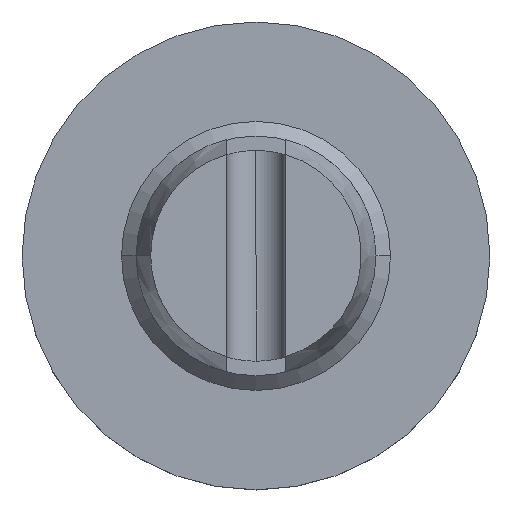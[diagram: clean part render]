
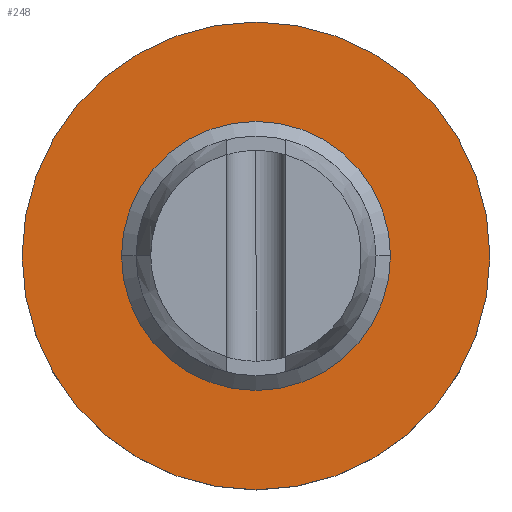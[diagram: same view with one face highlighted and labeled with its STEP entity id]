
A CAD part, top view. The second image highlights one B-rep face of the part: STEP entity #248.
In plain terms, the highlighted planar face has unit normal (0, 0, 1).
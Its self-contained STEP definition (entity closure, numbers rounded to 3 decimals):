
#132 = FACE_OUTER_BOUND ( 'NONE', #1003, .T. ) ;
#191 = ORIENTED_EDGE ( 'NONE', *, *, #1224, .T. ) ;
#248 = ADVANCED_FACE ( 'NONE', ( #132, #1263 ), #912, .F. ) ;
#287 = VERTEX_POINT ( 'NONE', #1328 ) ;
#317 = DIRECTION ( 'NONE',  ( -1., 0., 0. ) ) ;
#362 = VERTEX_POINT ( 'NONE', #1285 ) ;
#430 = CIRCLE ( 'NONE', #1060, 4.6 ) ;
#446 = ORIENTED_EDGE ( 'NONE', *, *, #837, .T. ) ;
#453 = DIRECTION ( 'NONE',  ( -1., 0., 0. ) ) ;
#456 = CIRCLE ( 'NONE', #1053, 8. ) ;
#458 = DIRECTION ( 'NONE',  ( -1., 0., 0. ) ) ;
#461 = DIRECTION ( 'NONE',  ( 0., 0., -1. ) ) ;
#462 = CARTESIAN_POINT ( 'NONE',  ( 0., 4.6, 0. ) ) ;
#465 = CARTESIAN_POINT ( 'NONE',  ( 0., 0., 0. ) ) ;
#466 = CARTESIAN_POINT ( 'NONE',  ( 0., 0., 0. ) ) ;
#482 = DIRECTION ( 'NONE',  ( -1., 0., 0. ) ) ;
#485 = DIRECTION ( 'NONE',  ( 0., 0., -1. ) ) ;
#488 = CARTESIAN_POINT ( 'NONE',  ( 0., 0., 0. ) ) ;
#499 = DIRECTION ( 'NONE',  ( 0., 0., -1. ) ) ;
#543 = CARTESIAN_POINT ( 'NONE',  ( 4.6, 0., 0. ) ) ;
#661 = AXIS2_PLACEMENT_3D ( 'NONE', #465, #461, #458 ) ;
#706 = CARTESIAN_POINT ( 'NONE',  ( 0., 0., 0. ) ) ;
#777 = AXIS2_PLACEMENT_3D ( 'NONE', #706, #951, #1008 ) ;
#828 = CIRCLE ( 'NONE', #777, 8. ) ;
#837 = EDGE_CURVE ( 'NONE', #896, #362, #430, .T. ) ;
#848 = EDGE_CURVE ( 'NONE', #287, #1044, #456, .T. ) ;
#880 = CIRCLE ( 'NONE', #661, 4.6 ) ;
#896 = VERTEX_POINT ( 'NONE', #543 ) ;
#912 = PLANE ( 'NONE',  #1569 ) ;
#944 = ORIENTED_EDGE ( 'NONE', *, *, #848, .F. ) ;
#951 = DIRECTION ( 'NONE',  ( 0., 0., -1. ) ) ;
#1003 = EDGE_LOOP ( 'NONE', ( #1212, #944 ) ) ;
#1008 = DIRECTION ( 'NONE',  ( -1., 0., 0. ) ) ;
#1043 = EDGE_CURVE ( 'NONE', #1044, #287, #828, .T. ) ;
#1044 = VERTEX_POINT ( 'NONE', #1287 ) ;
#1053 = AXIS2_PLACEMENT_3D ( 'NONE', #466, #1076, #453 ) ;
#1060 = AXIS2_PLACEMENT_3D ( 'NONE', #488, #485, #482 ) ;
#1076 = DIRECTION ( 'NONE',  ( 0., 0., -1. ) ) ;
#1212 = ORIENTED_EDGE ( 'NONE', *, *, #1043, .F. ) ;
#1224 = EDGE_CURVE ( 'NONE', #362, #896, #880, .T. ) ;
#1263 = FACE_BOUND ( 'NONE', #1526, .T. ) ;
#1285 = CARTESIAN_POINT ( 'NONE',  ( -4.6, 0., 0. ) ) ;
#1287 = CARTESIAN_POINT ( 'NONE',  ( -8., 0., 0. ) ) ;
#1328 = CARTESIAN_POINT ( 'NONE',  ( 8., 0., 0. ) ) ;
#1526 = EDGE_LOOP ( 'NONE', ( #191, #446 ) ) ;
#1569 = AXIS2_PLACEMENT_3D ( 'NONE', #462, #499, #317 ) ;
